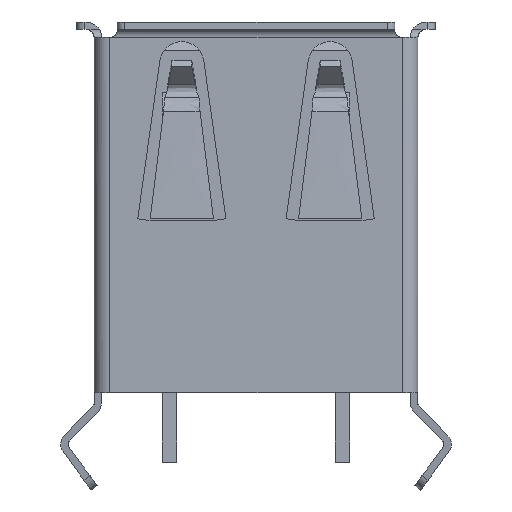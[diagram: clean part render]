
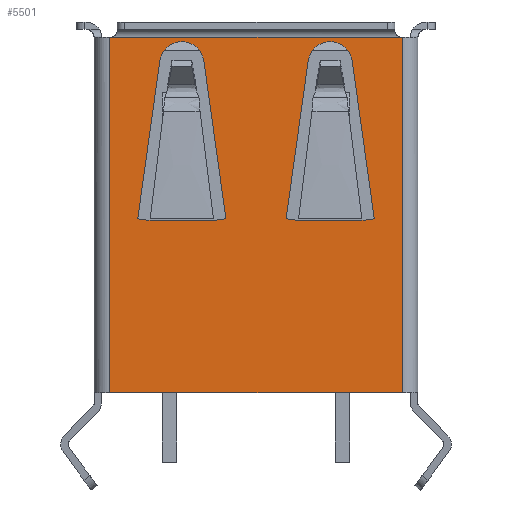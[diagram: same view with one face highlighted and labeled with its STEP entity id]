
A CAD part, front view. The second image highlights one B-rep face of the part: STEP entity #5501.
In plain terms, the highlighted planar face has unit normal (0, -1, 0).
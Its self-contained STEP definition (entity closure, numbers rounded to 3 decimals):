
#804=DIRECTION('',(1.,0.,0.));
#805=VECTOR('',#804,0.002);
#806=CARTESIAN_POINT('',(5.91,-2.86,
-0.62));
#807=LINE('',#806,#805);
#808=DIRECTION('',(1.,0.,0.));
#809=VECTOR('',#808,0.002);
#810=CARTESIAN_POINT('',(-5.912,-2.86,-0.62));
#811=LINE('',#810,#809);
#812=DIRECTION('',(0.99,0.,0.139));
#813=VECTOR('',#812,0.5);
#814=CARTESIAN_POINT('',(-1.713,-2.86,-8.027));
#815=LINE('',#814,#813);
#816=DIRECTION('',(-0.139,0.,0.99));
#817=VECTOR('',#816,6.453);
#818=CARTESIAN_POINT('',(-1.218,-2.86,-7.958));
#819=LINE('',#818,#817);
#820=CARTESIAN_POINT('',(-3.,-2.86,-1.691));
#821=DIRECTION('',(0.,-1.,0.));
#822=DIRECTION('',(0.99,0.,0.139));
#823=AXIS2_PLACEMENT_3D('',#820,#821,#822);
#825=DIRECTION('',(-0.139,0.,-0.99));
#826=VECTOR('',#825,6.453);
#827=CARTESIAN_POINT('',(-3.887,-2.86,-1.567));
#828=LINE('',#827,#826);
#829=DIRECTION('',(0.99,0.,-0.139));
#830=VECTOR('',#829,0.5);
#831=CARTESIAN_POINT('',(-4.782,-2.86,-7.958));
#832=LINE('',#831,#830);
#833=DIRECTION('',(1.,0.,0.));
#834=VECTOR('',#833,2.574);
#835=CARTESIAN_POINT('',(-4.287,-2.86,-8.027));
#836=LINE('',#835,#834);
#837=DIRECTION('',(0.99,0.,0.139));
#838=VECTOR('',#837,0.5);
#839=CARTESIAN_POINT('',(4.287,-2.86,-8.027));
#840=LINE('',#839,#838);
#841=DIRECTION('',(-0.139,0.,0.99));
#842=VECTOR('',#841,6.453);
#843=CARTESIAN_POINT('',(4.782,-2.86,-7.958));
#844=LINE('',#843,#842);
#845=CARTESIAN_POINT('',(3.,-2.86,-1.691));
#846=DIRECTION('',(0.,-1.,0.));
#847=DIRECTION('',(0.99,0.,0.139));
#848=AXIS2_PLACEMENT_3D('',#845,#846,#847);
#850=DIRECTION('',(-0.139,0.,-0.99));
#851=VECTOR('',#850,6.453);
#852=CARTESIAN_POINT('',(2.113,-2.86,-1.567));
#853=LINE('',#852,#851);
#854=DIRECTION('',(0.99,0.,-0.139));
#855=VECTOR('',#854,0.5);
#856=CARTESIAN_POINT('',(1.218,-2.86,-7.958));
#857=LINE('',#856,#855);
#858=DIRECTION('',(1.,0.,0.));
#859=VECTOR('',#858,2.574);
#860=CARTESIAN_POINT('',(1.713,-2.86,-8.027));
#861=LINE('',#860,#859);
#862=DIRECTION('',(-1.,0.,0.));
#863=VECTOR('',#862,11.82);
#864=CARTESIAN_POINT('',(5.91,-2.86,
-0.62));
#865=LINE('',#864,#863);
#1653=DIRECTION('',(1.,0.,0.));
#1654=VECTOR('',#1653,11.824);
#1655=CARTESIAN_POINT('',(-5.912,-2.86,-15.));
#1656=LINE('',#1655,#1654);
#1897=DIRECTION('',(0.,0.,-1.));
#1898=VECTOR('',#1897,14.38);
#1899=CARTESIAN_POINT('',(5.912,-2.86,-0.62));
#1900=LINE('',#1899,#1898);
#2064=DIRECTION('',(0.,0.,1.));
#2065=VECTOR('',#2064,14.38);
#2066=CARTESIAN_POINT('',(-5.912,-2.86,-15.));
#2067=LINE('',#2066,#2065);
#3509=CARTESIAN_POINT('',(-5.912,-2.86,-0.62));
#3511=VERTEX_POINT('',#3509);
#3517=CARTESIAN_POINT('',(5.912,-2.86,-0.62));
#3519=VERTEX_POINT('',#3517);
#3584=CARTESIAN_POINT('',(5.91,-2.86,
-0.62));
#3586=VERTEX_POINT('',#3584);
#3609=CARTESIAN_POINT('',(-5.91,-2.86,
-0.62));
#3611=VERTEX_POINT('',#3609);
#3772=CARTESIAN_POINT('',(-2.113,-2.86,-1.567));
#3773=CARTESIAN_POINT('',(-3.887,-2.86,-1.567));
#3774=VERTEX_POINT('',#3772);
#3775=VERTEX_POINT('',#3773);
#3776=CARTESIAN_POINT('',(-4.782,-2.86,-7.958));
#3777=VERTEX_POINT('',#3776);
#3778=CARTESIAN_POINT('',(-1.218,-2.86,-7.958));
#3779=VERTEX_POINT('',#3778);
#3898=CARTESIAN_POINT('',(-5.912,-2.86,-15.));
#3899=VERTEX_POINT('',#3898);
#3900=CARTESIAN_POINT('',(5.912,-2.86,-15.));
#3901=VERTEX_POINT('',#3900);
#4097=CARTESIAN_POINT('',(-4.287,-2.86,-8.027));
#4098=CARTESIAN_POINT('',(-1.713,-2.86,-8.027));
#4099=VERTEX_POINT('',#4097);
#4100=VERTEX_POINT('',#4098);
#4105=CARTESIAN_POINT('',(3.887,-2.86,-1.567));
#4106=CARTESIAN_POINT('',(2.113,-2.86,-1.567));
#4107=VERTEX_POINT('',#4105);
#4108=VERTEX_POINT('',#4106);
#4109=CARTESIAN_POINT('',(1.218,-2.86,-7.958));
#4110=VERTEX_POINT('',#4109);
#4111=CARTESIAN_POINT('',(4.782,-2.86,-7.958));
#4112=VERTEX_POINT('',#4111);
#4176=CARTESIAN_POINT('',(1.713,-2.86,-8.027));
#4177=CARTESIAN_POINT('',(4.287,-2.86,-8.027));
#4178=VERTEX_POINT('',#4176);
#4179=VERTEX_POINT('',#4177);
#5456=CARTESIAN_POINT('',(-6.55,-2.86,-0.62));
#5457=DIRECTION('',(0.,-1.,0.));
#5458=DIRECTION('',(0.,0.,-1.));
#5459=AXIS2_PLACEMENT_3D('',#5456,#5457,#5458);
#5460=PLANE('',#5459);
#5462=ORIENTED_EDGE('',*,*,#5461,.F.);
#5464=ORIENTED_EDGE('',*,*,#5463,.T.);
#5466=ORIENTED_EDGE('',*,*,#5465,.T.);
#5468=ORIENTED_EDGE('',*,*,#5467,.F.);
#5470=ORIENTED_EDGE('',*,*,#5469,.T.);
#5472=ORIENTED_EDGE('',*,*,#5471,.T.);
#5473=EDGE_LOOP('',(#5462,#5464,#5466,#5468,#5470,#5472));
#5474=FACE_OUTER_BOUND('',#5473,.F.);
#5475=ORIENTED_EDGE('',*,*,#5357,.T.);
#5477=ORIENTED_EDGE('',*,*,#5476,.T.);
#5479=ORIENTED_EDGE('',*,*,#5478,.T.);
#5481=ORIENTED_EDGE('',*,*,#5480,.T.);
#5482=ORIENTED_EDGE('',*,*,#5431,.T.);
#5484=ORIENTED_EDGE('',*,*,#5483,.T.);
#5485=EDGE_LOOP('',(#5475,#5477,#5479,#5481,#5482,#5484));
#5486=FACE_BOUND('',#5485,.F.);
#5488=ORIENTED_EDGE('',*,*,#5487,.T.);
#5490=ORIENTED_EDGE('',*,*,#5489,.T.);
#5492=ORIENTED_EDGE('',*,*,#5491,.T.);
#5494=ORIENTED_EDGE('',*,*,#5493,.T.);
#5496=ORIENTED_EDGE('',*,*,#5495,.T.);
#5498=ORIENTED_EDGE('',*,*,#5497,.T.);
#5499=EDGE_LOOP('',(#5488,#5490,#5492,#5494,#5496,#5498));
#5500=FACE_BOUND('',#5499,.F.);
#824=CIRCLE('',#823,0.896);
#849=CIRCLE('',#848,0.896);
#5357=EDGE_CURVE('',#4100,#3779,#815,.T.);
#5431=EDGE_CURVE('',#3777,#4099,#832,.T.);
#5461=EDGE_CURVE('',#3586,#3611,#865,.T.);
#5463=EDGE_CURVE('',#3586,#3519,#807,.T.);
#5465=EDGE_CURVE('',#3519,#3901,#1900,.T.);
#5467=EDGE_CURVE('',#3899,#3901,#1656,.T.);
#5469=EDGE_CURVE('',#3899,#3511,#2067,.T.);
#5471=EDGE_CURVE('',#3511,#3611,#811,.T.);
#5476=EDGE_CURVE('',#3779,#3774,#819,.T.);
#5478=EDGE_CURVE('',#3774,#3775,#824,.T.);
#5480=EDGE_CURVE('',#3775,#3777,#828,.T.);
#5483=EDGE_CURVE('',#4099,#4100,#836,.T.);
#5487=EDGE_CURVE('',#4179,#4112,#840,.T.);
#5489=EDGE_CURVE('',#4112,#4107,#844,.T.);
#5491=EDGE_CURVE('',#4107,#4108,#849,.T.);
#5493=EDGE_CURVE('',#4108,#4110,#853,.T.);
#5495=EDGE_CURVE('',#4110,#4178,#857,.T.);
#5497=EDGE_CURVE('',#4178,#4179,#861,.T.);
#5501=ADVANCED_FACE('',(#5474,#5486,#5500),#5460,.T.);
